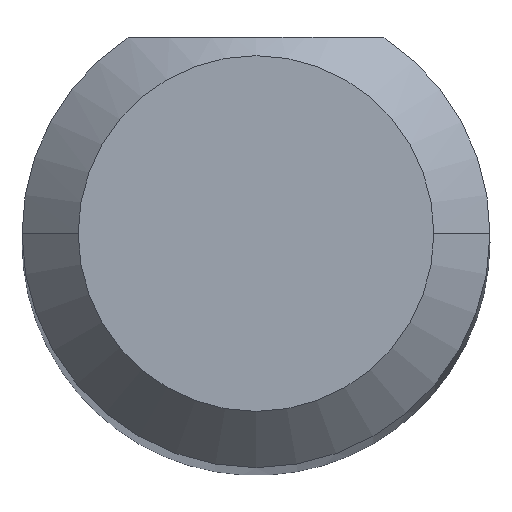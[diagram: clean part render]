
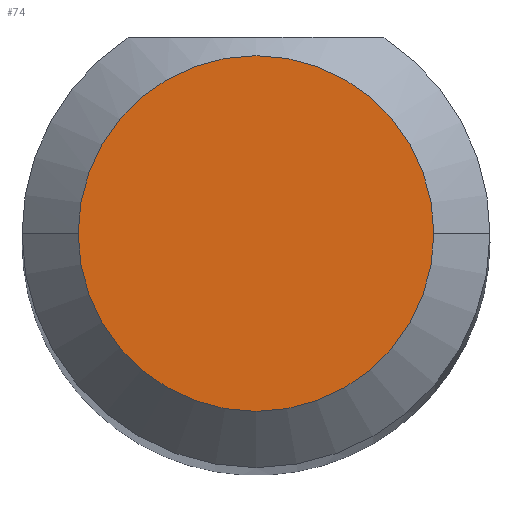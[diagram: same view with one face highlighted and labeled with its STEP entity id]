
A CAD part, top view. The second image highlights one B-rep face of the part: STEP entity #74.
In plain terms, the highlighted planar face has unit normal (0, 0, 1).
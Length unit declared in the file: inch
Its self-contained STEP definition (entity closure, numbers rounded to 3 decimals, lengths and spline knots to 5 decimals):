
#15 = CIRCLE ( 'NONE', #400, 0.0475 ) ;
#34 = CARTESIAN_POINT ( 'NONE',  ( 0., 0., 1.5 ) ) ;
#49 = PLANE ( 'NONE',  #220 ) ;
#54 = DIRECTION ( 'NONE',  ( 1., 0., 0. ) ) ;
#68 = EDGE_LOOP ( 'NONE', ( #273, #486 ) ) ;
#74 = ADVANCED_FACE ( 'NONE', ( #92 ), #49, .T. ) ;
#79 = EDGE_CURVE ( 'NONE', #542, #456, #462, .T. ) ;
#92 = FACE_OUTER_BOUND ( 'NONE', #68, .T. ) ;
#138 = DIRECTION ( 'NONE',  ( 1., 0., 0. ) ) ;
#220 = AXIS2_PLACEMENT_3D ( 'NONE', #439, #484, #357 ) ;
#231 = CARTESIAN_POINT ( 'NONE',  ( 0., 0., 1.5 ) ) ;
#242 = AXIS2_PLACEMENT_3D ( 'NONE', #34, #264, #138 ) ;
#253 = CARTESIAN_POINT ( 'NONE',  ( 0.0475, 0., 1.5 ) ) ;
#264 = DIRECTION ( 'NONE',  ( 0., 0., 1. ) ) ;
#273 = ORIENTED_EDGE ( 'NONE', *, *, #79, .T. ) ;
#357 = DIRECTION ( 'NONE',  ( 1., 0., 0. ) ) ;
#400 = AXIS2_PLACEMENT_3D ( 'NONE', #231, #409, #54 ) ;
#409 = DIRECTION ( 'NONE',  ( 0., 0., 1. ) ) ;
#439 = CARTESIAN_POINT ( 'NONE',  ( 0., 0., 1.5 ) ) ;
#450 = CARTESIAN_POINT ( 'NONE',  ( -0.0475, 0., 1.5 ) ) ;
#456 = VERTEX_POINT ( 'NONE', #253 ) ;
#462 = CIRCLE ( 'NONE', #242, 0.0475 ) ;
#484 = DIRECTION ( 'NONE',  ( 0., 0., 1. ) ) ;
#486 = ORIENTED_EDGE ( 'NONE', *, *, #504, .T. ) ;
#504 = EDGE_CURVE ( 'NONE', #456, #542, #15, .T. ) ;
#542 = VERTEX_POINT ( 'NONE', #450 ) ;
